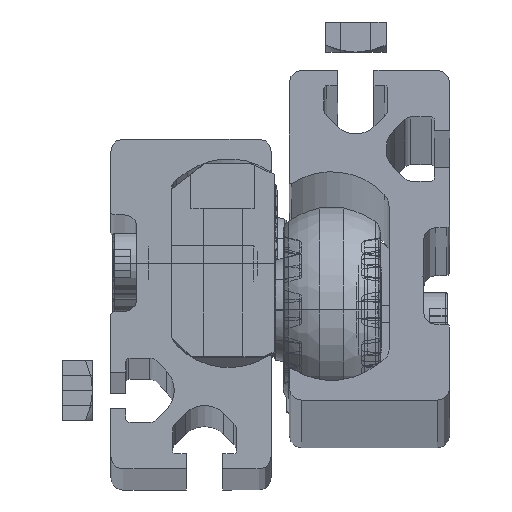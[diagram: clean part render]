
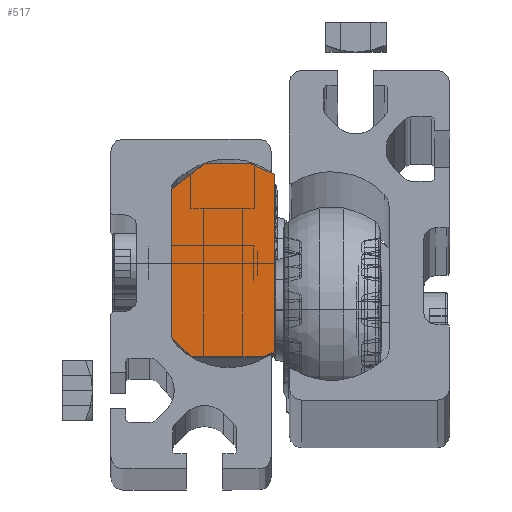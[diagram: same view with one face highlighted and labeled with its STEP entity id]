
A CAD part, top view. The second image highlights one B-rep face of the part: STEP entity #517.
In plain terms, the highlighted face is planar.
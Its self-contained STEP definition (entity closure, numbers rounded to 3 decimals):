
#517 = ADVANCED_FACE ( 'NONE', ( #17867 ), #17743, .F. ) ;
#613 = CARTESIAN_POINT ( 'NONE',  ( 19., 16.5, -4.6 ) ) ;
#801 = EDGE_CURVE ( 'NONE', #19336, #6308, #15231, .T. ) ;
#900 = ORIENTED_EDGE ( 'NONE', *, *, #18489, .F. ) ;
#1072 = VECTOR ( 'NONE', #5464, 1000. ) ;
#1114 = AXIS2_PLACEMENT_3D ( 'NONE', #23025, #21603, #12499 ) ;
#1447 = DIRECTION ( 'NONE',  ( 0., -1., 0. ) ) ;
#2100 = DIRECTION ( 'NONE',  ( 0., -0.707, -0.707 ) ) ;
#2282 = EDGE_CURVE ( 'NONE', #19336, #17796, #4124, .T. ) ;
#2317 = CARTESIAN_POINT ( 'NONE',  ( 19., -15.5, -6.7 ) ) ;
#2410 = CARTESIAN_POINT ( 'NONE',  ( 19., 14.681, -8.5 ) ) ;
#2453 = ORIENTED_EDGE ( 'NONE', *, *, #10034, .F. ) ;
#3048 = CARTESIAN_POINT ( 'NONE',  ( 19., 16.5, -4.6 ) ) ;
#3115 = EDGE_CURVE ( 'NONE', #10738, #22794, #17874, .T. ) ;
#4124 = LINE ( 'NONE', #17088, #19521 ) ;
#4625 = CARTESIAN_POINT ( 'NONE',  ( 19., 16.5, 3. ) ) ;
#4681 = EDGE_CURVE ( 'NONE', #11260, #14456, #19849, .T. ) ;
#5464 = DIRECTION ( 'NONE',  ( 0., 0., -1. ) ) ;
#5758 = CARTESIAN_POINT ( 'NONE',  ( 19., -15.5, 5.2 ) ) ;
#6308 = VERTEX_POINT ( 'NONE', #11486 ) ;
#6405 = VERTEX_POINT ( 'NONE', #2317 ) ;
#6496 = EDGE_CURVE ( 'NONE', #6308, #14456, #23613, .T. ) ;
#6741 = LINE ( 'NONE', #3048, #9042 ) ;
#6865 = DIRECTION ( 'NONE',  ( 0., 0., 1. ) ) ;
#7266 = DIRECTION ( 'NONE',  ( 0., 0.616, -0.788 ) ) ;
#8031 = EDGE_LOOP ( 'NONE', ( #23544, #8463, #11780, #17396, #900, #15890, #2453, #16351 ) ) ;
#8071 = LINE ( 'NONE', #9655, #8486 ) ;
#8463 = ORIENTED_EDGE ( 'NONE', *, *, #801, .F. ) ;
#8486 = VECTOR ( 'NONE', #18741, 1000. ) ;
#9042 = VECTOR ( 'NONE', #23220, 1000. ) ;
#9158 = VECTOR ( 'NONE', #11750, 1000. ) ;
#9655 = CARTESIAN_POINT ( 'NONE',  ( 19., -14.661, -8.5 ) ) ;
#10034 = EDGE_CURVE ( 'NONE', #11260, #10738, #6741, .T. ) ;
#10738 = VERTEX_POINT ( 'NONE', #2410 ) ;
#10791 = LINE ( 'NONE', #10920, #1072 ) ;
#10920 = CARTESIAN_POINT ( 'NONE',  ( 19., -15.5, 5.2 ) ) ;
#10936 = CARTESIAN_POINT ( 'NONE',  ( 19., 12.203, 8.5 ) ) ;
#10961 = CARTESIAN_POINT ( 'NONE',  ( 19., 14.681, -8.5 ) ) ;
#11260 = VERTEX_POINT ( 'NONE', #613 ) ;
#11486 = CARTESIAN_POINT ( 'NONE',  ( 19., 12.203, 8.5 ) ) ;
#11750 = DIRECTION ( 'NONE',  ( 0., 1., 0. ) ) ;
#11780 = ORIENTED_EDGE ( 'NONE', *, *, #2282, .T. ) ;
#12499 = DIRECTION ( 'NONE',  ( 0., 0., 1. ) ) ;
#12573 = CARTESIAN_POINT ( 'NONE',  ( 19., 16.5, -4.6 ) ) ;
#13336 = EDGE_CURVE ( 'NONE', #17796, #6405, #10791, .T. ) ;
#14414 = CARTESIAN_POINT ( 'NONE',  ( 19., -14.661, -8.5 ) ) ;
#14456 = VERTEX_POINT ( 'NONE', #4625 ) ;
#15231 = LINE ( 'NONE', #16887, #9158 ) ;
#15890 = ORIENTED_EDGE ( 'NONE', *, *, #3115, .F. ) ;
#16351 = ORIENTED_EDGE ( 'NONE', *, *, #4681, .T. ) ;
#16887 = CARTESIAN_POINT ( 'NONE',  ( 19., -12.2, 8.5 ) ) ;
#17088 = CARTESIAN_POINT ( 'NONE',  ( 19., -12.2, 8.5 ) ) ;
#17396 = ORIENTED_EDGE ( 'NONE', *, *, #13336, .T. ) ;
#17743 = PLANE ( 'NONE',  #1114 ) ;
#17796 = VERTEX_POINT ( 'NONE', #5758 ) ;
#17867 = FACE_OUTER_BOUND ( 'NONE', #8031, .T. ) ;
#17874 = LINE ( 'NONE', #10961, #23589 ) ;
#18489 = EDGE_CURVE ( 'NONE', #22794, #6405, #8071, .T. ) ;
#18741 = DIRECTION ( 'NONE',  ( 0., -0.423, 0.906 ) ) ;
#18879 = VECTOR ( 'NONE', #7266, 1000. ) ;
#19336 = VERTEX_POINT ( 'NONE', #19718 ) ;
#19521 = VECTOR ( 'NONE', #2100, 1000. ) ;
#19718 = CARTESIAN_POINT ( 'NONE',  ( 19., -12.2, 8.5 ) ) ;
#19849 = LINE ( 'NONE', #12573, #20381 ) ;
#20381 = VECTOR ( 'NONE', #6865, 1000. ) ;
#21603 = DIRECTION ( 'NONE',  ( -1., 0., 0. ) ) ;
#22794 = VERTEX_POINT ( 'NONE', #14414 ) ;
#23025 = CARTESIAN_POINT ( 'NONE',  ( 19., 1.5, 22.2 ) ) ;
#23220 = DIRECTION ( 'NONE',  ( 0., -0.423, -0.906 ) ) ;
#23544 = ORIENTED_EDGE ( 'NONE', *, *, #6496, .F. ) ;
#23589 = VECTOR ( 'NONE', #1447, 1000. ) ;
#23613 = LINE ( 'NONE', #10936, #18879 ) ;
